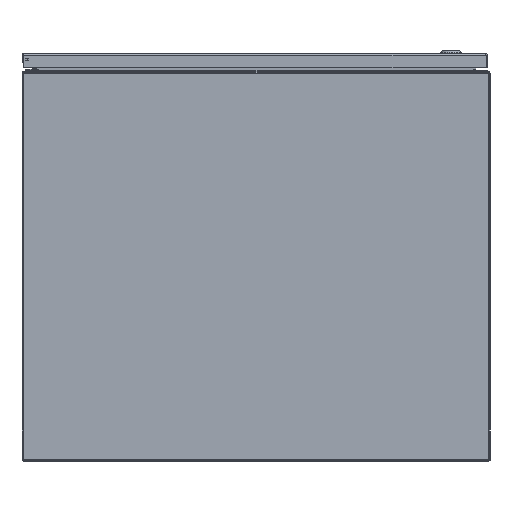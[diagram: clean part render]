
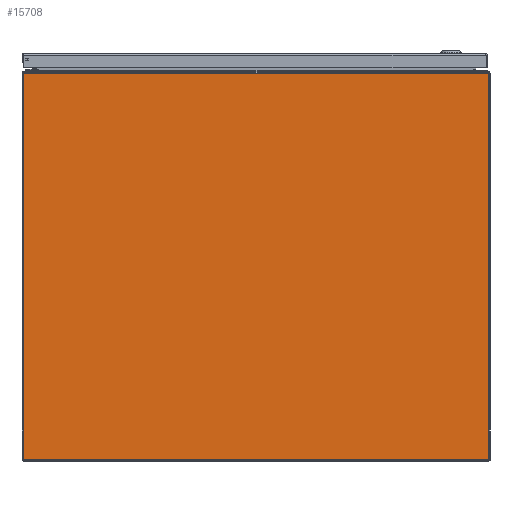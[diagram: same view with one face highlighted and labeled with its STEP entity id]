
A CAD part, front view. The second image highlights one B-rep face of the part: STEP entity #15708.
In plain terms, the highlighted face is planar.
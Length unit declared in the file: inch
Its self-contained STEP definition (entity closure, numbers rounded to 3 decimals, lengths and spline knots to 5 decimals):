
#1426=PLANE('',#16978);
#2091=FACE_OUTER_BOUND('',#3137,.T.);
#3137=EDGE_LOOP('',(#12658,#12659,#12660,#12661));
#4498=LINE('',#26771,#5731);
#4529=LINE('',#26843,#5762);
#4532=LINE('',#26850,#5765);
#4546=LINE('',#26885,#5779);
#5731=VECTOR('',#19994,23.852);
#5762=VECTOR('',#20093,19.7895);
#5765=VECTOR('',#20100,19.7895);
#5779=VECTOR('',#20140,23.852);
#7573=VERTEX_POINT('',#26763);
#7574=VERTEX_POINT('',#26770);
#7581=VERTEX_POINT('',#26841);
#7583=VERTEX_POINT('',#26849);
#9332=EDGE_CURVE('',#7574,#7573,#4498,.T.);
#9369=EDGE_CURVE('',#7581,#7573,#4529,.T.);
#9372=EDGE_CURVE('',#7574,#7583,#4532,.T.);
#9390=EDGE_CURVE('',#7581,#7583,#4546,.T.);
#12658=ORIENTED_EDGE('',*,*,#9332,.T.);
#12659=ORIENTED_EDGE('',*,*,#9369,.F.);
#12660=ORIENTED_EDGE('',*,*,#9390,.T.);
#12661=ORIENTED_EDGE('',*,*,#9372,.F.);
#15708=ADVANCED_FACE('',(#2091),#1426,.F.);
#16978=AXIS2_PLACEMENT_3D('',#26899,#20156,#20157);
#19994=DIRECTION('',(0.,-1.,0.));
#20093=DIRECTION('',(0.,0.,1.));
#20100=DIRECTION('',(0.,0.,-1.));
#20140=DIRECTION('',(0.,1.,0.));
#20156=DIRECTION('center_axis',(-1.,0.,0.));
#20157=DIRECTION('ref_axis',(0.,0.,1.));
#26763=CARTESIAN_POINT('',(24.,0.,19.89475));
#26770=CARTESIAN_POINT('',(24.,23.852,19.89475));
#26771=CARTESIAN_POINT('',(24.,17.889,19.89475));
#26841=CARTESIAN_POINT('',(24.,0.,0.10525));
#26843=CARTESIAN_POINT('',(24.,0.,0.10525));
#26849=CARTESIAN_POINT('',(24.,23.852,0.10525));
#26850=CARTESIAN_POINT('',(24.,23.852,-0.0278));
#26885=CARTESIAN_POINT('',(24.,11.926,0.10525));
#26899=CARTESIAN_POINT('Origin',(24.,11.926,-11.85602));
